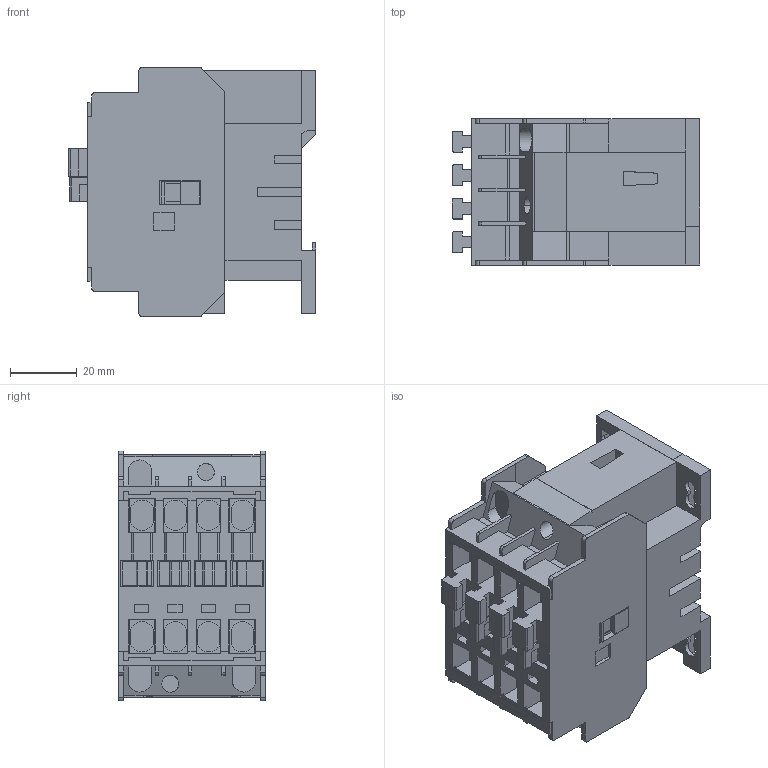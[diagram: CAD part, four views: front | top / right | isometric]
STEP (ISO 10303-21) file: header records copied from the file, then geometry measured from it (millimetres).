
FILE_DESCRIPTION (( 'STEP AP214' ), '1' );
FILE_NAME ('BA9-30-10-55.STEP', '2020-10-05T06:09:24', ( '' ), ( '' ), 'SwSTEP 2.0', 'SolidWorks 2017', '' );
FILE_SCHEMA (( 'AUTOMOTIVE_DESIGN' ));
Length unit declared in the file: millimetre
Products named in the file (1): BA9-30-10-55
Bounding box: 74.05 x 43.85 x 74.7 mm (x, y, z)
Volume: 161124.4 mm3; surface area: 41088.9 mm2
Topology: 1 solids, 2 shells, 787 faces, 2198 edges, 1455 vertices
Faces by surface type: plane 695, cylinder 92
Entity records: 24922 total; most frequent: CARTESIAN_POINT 4507, ORIENTED_EDGE 4396, DIRECTION 3924, EDGE_CURVE 2198, LINE 2004, VECTOR 2004, VERTEX_POINT 1455, AXIS2_PLACEMENT_3D 960
